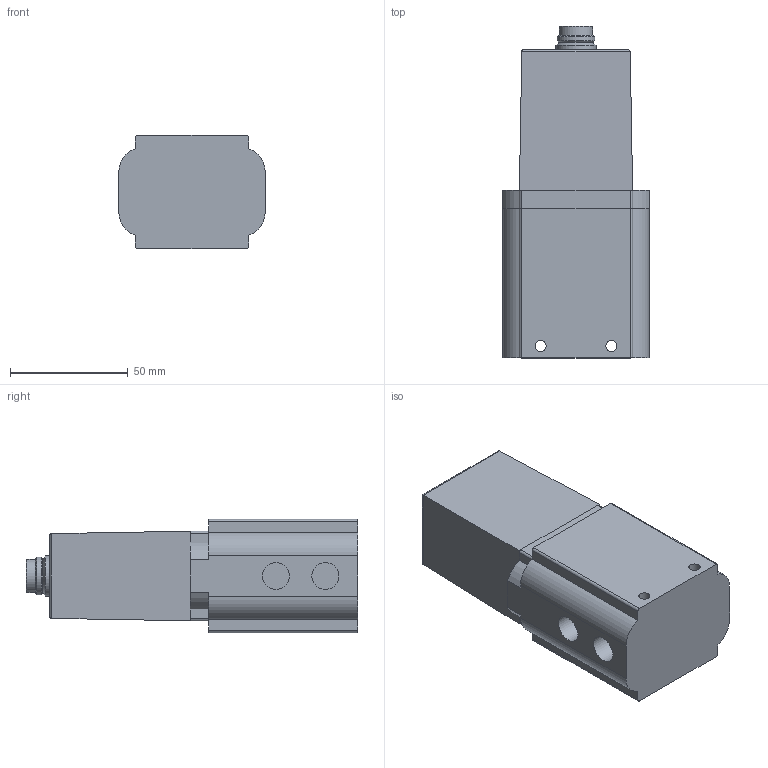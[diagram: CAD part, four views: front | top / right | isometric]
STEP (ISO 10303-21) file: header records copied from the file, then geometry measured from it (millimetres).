
FILE_DESCRIPTION(/* description */ ('STEP AP214'),/* implementation_level */ '2;1');
FILE_NAME(/* name */ '164317_MPPE-3-1_4-25-010-B',/* time_stamp */ '2024-09-06T19:49:23+02:00',/* author */ ('License CC BY-ND 4.0'),/* organization */ ('CADENAS'),/* preprocessor_version */ 'ST-DEVELOPER v19.3',/* originating_system */ 'PARTsolutions',/* authorisation */ ' ');
FILE_SCHEMA (('AUTOMOTIVE_DESIGN {1 0 10303 214 3 1 1}'));
Length unit declared in the file: millimetre
Products named in the file (1): 164317 MPPE-3-1/4-2,5-010-B
Bounding box: 62 x 140.7 x 48 mm (x, y, z)
Volume: 288185.9 mm3; surface area: 33358.6 mm2
Topology: 1 solids, 1 shells, 69 faces, 159 edges, 99 vertices
Faces by surface type: plane 35, cylinder 30, cone 3, torus 1
Full cylindrical faces by diameter (mm): 4.7 x2, 11.445 x3, 12 x1, 14 x2, 16 x1, 17 x1
Entity records: 1912 total; most frequent: DIRECTION 344, CARTESIAN_POINT 314, ORIENTED_EDGE 290, EDGE_CURVE 145, AXIS2_PLACEMENT_3D 129, VERTEX_POINT 99, EDGE_LOOP 94, FACE_BOUND 94
